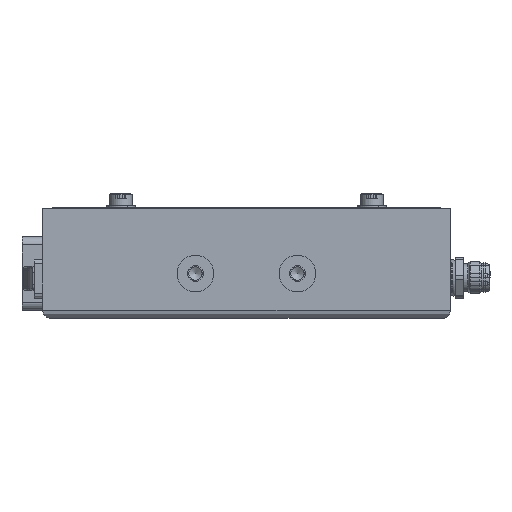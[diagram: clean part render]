
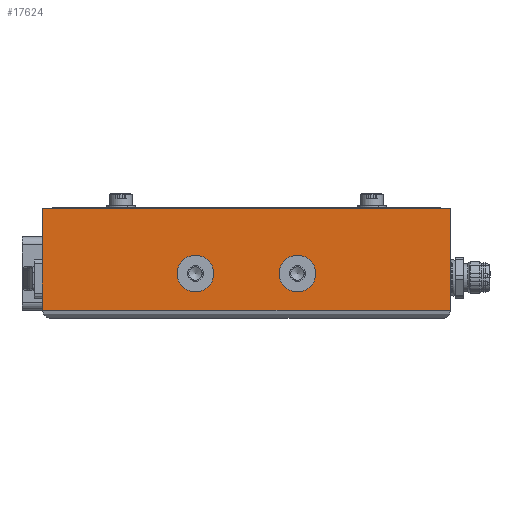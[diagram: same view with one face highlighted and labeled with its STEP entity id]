
A CAD part, left-side view. The second image highlights one B-rep face of the part: STEP entity #17624.
In plain terms, the highlighted face is planar.
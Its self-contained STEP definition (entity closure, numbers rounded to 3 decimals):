
#7957=CIRCLE('',#16630,4.5);
#7958=CIRCLE('',#16631,4.5);
#8415=ORIENTED_EDGE('',*,*,#10890,.T.);
#8416=ORIENTED_EDGE('',*,*,#10880,.F.);
#8417=ORIENTED_EDGE('',*,*,#10887,.F.);
#8418=ORIENTED_EDGE('',*,*,#10891,.F.);
#8419=ORIENTED_EDGE('',*,*,#10892,.F.);
#8420=ORIENTED_EDGE('',*,*,#10893,.F.);
#9846=VECTOR('',#12697,1.);
#9853=VECTOR('',#12706,1.);
#9856=VECTOR('',#12711,1.);
#9857=VECTOR('',#12712,1.);
#10097=LINE('',#14704,#9846);
#10104=LINE('',#14718,#9853);
#10107=LINE('',#14724,#9856);
#10108=LINE('',#14725,#9857);
#10348=VERTEX_POINT('',#14701);
#10349=VERTEX_POINT('',#14703);
#10355=VERTEX_POINT('',#14717);
#10357=VERTEX_POINT('',#14723);
#10358=VERTEX_POINT('',#14726);
#10359=VERTEX_POINT('',#14728);
#10880=EDGE_CURVE('',#10348,#10349,#10097,.T.);
#10887=EDGE_CURVE('',#10355,#10348,#10104,.T.);
#10890=EDGE_CURVE('',#10357,#10349,#10107,.T.);
#10891=EDGE_CURVE('',#10357,#10355,#10108,.T.);
#10892=EDGE_CURVE('',#10358,#10358,#7957,.T.);
#10893=EDGE_CURVE('',#10359,#10359,#7958,.T.);
#11603=EDGE_LOOP('',(#8415,#8416,#8417,#8418));
#11604=EDGE_LOOP('',(#8419));
#11605=EDGE_LOOP('',(#8420));
#12148=FACE_BOUND('',#11603,.T.);
#12149=FACE_BOUND('',#11604,.T.);
#12150=FACE_BOUND('',#11605,.T.);
#12697=DIRECTION('',(0.,100.,0.));
#12706=DIRECTION('',(0.,0.,25.));
#12709=DIRECTION('',(1.,0.,0.));
#12710=DIRECTION('',(0.,-1.,0.));
#12711=DIRECTION('',(0.,0.,25.));
#12712=DIRECTION('',(0.,-100.,0.));
#12713=DIRECTION('',(1.,0.,0.));
#12714=DIRECTION('',(0.,-4.5,0.));
#12715=DIRECTION('',(1.,0.,0.));
#12716=DIRECTION('',(0.,-4.5,0.));
#14701=CARTESIAN_POINT('',(1430.,0.,27.));
#14703=CARTESIAN_POINT('',(1430.,100.,27.));
#14704=CARTESIAN_POINT('',(1430.,0.,27.));
#14717=CARTESIAN_POINT('',(1430.,0.,2.));
#14718=CARTESIAN_POINT('',(1430.,0.,2.));
#14722=CARTESIAN_POINT('',(1430.,0.,0.));
#14723=CARTESIAN_POINT('',(1430.,100.,2.));
#14724=CARTESIAN_POINT('',(1430.,100.,2.));
#14725=CARTESIAN_POINT('',(1430.,100.,2.));
#14726=CARTESIAN_POINT('',(1430.,33.,11.));
#14727=CARTESIAN_POINT('',(1430.,37.5,11.));
#14728=CARTESIAN_POINT('',(1430.,58.,11.));
#14729=CARTESIAN_POINT('',(1430.,62.5,11.));
#16629=AXIS2_PLACEMENT_3D('',#14722,#12709,#12710);
#16630=AXIS2_PLACEMENT_3D('',#14727,#12713,#12714);
#16631=AXIS2_PLACEMENT_3D('',#14729,#12715,#12716);
#17506=PLANE('',#16629);
#17624=ADVANCED_FACE('',(#12148,#12149,#12150),#17506,.T.);
